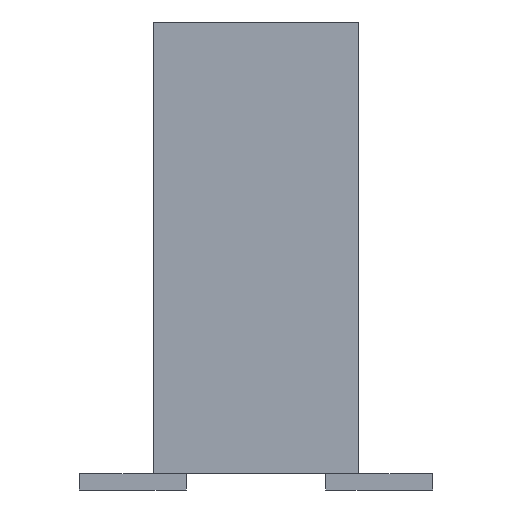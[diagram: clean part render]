
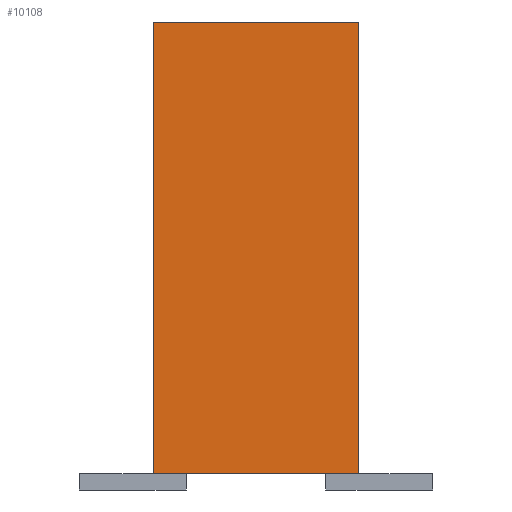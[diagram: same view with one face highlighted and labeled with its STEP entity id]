
A CAD part, left-side view. The second image highlights one B-rep face of the part: STEP entity #10108.
In plain terms, the highlighted planar face has unit normal (-1, 0, 0).
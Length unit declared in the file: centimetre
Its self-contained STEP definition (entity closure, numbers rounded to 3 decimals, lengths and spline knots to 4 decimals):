
#619=CARTESIAN_POINT('',(-1.544,0.125,0.57));
#620=VERTEX_POINT('',#619);
#629=CARTESIAN_POINT('',(-1.544,-0.125,0.57));
#630=VERTEX_POINT('',#629);
#631=CARTESIAN_POINT('',(-1.544,-12344.875,0.57));
#632=DIRECTION('',(0.,1.,0.));
#633=VECTOR('',#632,24690.);
#634=LINE('',#631,#633);
#635=EDGE_CURVE('',#630,#620,#634,.T.);
#6376=CARTESIAN_POINT('',(-1.544,-0.125,0.02));
#6377=VERTEX_POINT('',#6376);
#6384=CARTESIAN_POINT('',(-1.544,0.125,0.02));
#6385=VERTEX_POINT('',#6384);
#6386=CARTESIAN_POINT('',(-1.544,12344.9375,0.02));
#6387=DIRECTION('',(0.,-1.,0.));
#6388=VECTOR('',#6387,24690.);
#6389=LINE('',#6386,#6388);
#6390=EDGE_CURVE('',#6385,#6377,#6389,.T.);
#10087=CARTESIAN_POINT('',(-1.544,-0.,0.));
#10088=DIRECTION('',(-1.,0.,0.));
#10089=DIRECTION('',(0.,-1.,0.));
#10090=AXIS2_PLACEMENT_3D('',#10087,#10088,#10089);
#10091=PLANE('',#10090);
#10092=ORIENTED_EDGE('',*,*,#6390,.T.);
#10093=CARTESIAN_POINT('',(-1.544,-0.125,-12345.));
#10094=DIRECTION('',(0.,0.,1.));
#10095=VECTOR('',#10094,24690.);
#10096=LINE('',#10093,#10095);
#10097=EDGE_CURVE('',#6377,#630,#10096,.T.);
#10098=ORIENTED_EDGE('',*,*,#10097,.T.);
#10099=ORIENTED_EDGE('',*,*,#635,.T.);
#10100=CARTESIAN_POINT('',(-1.544,0.125,-12345.));
#10101=DIRECTION('',(0.,0.,1.));
#10102=VECTOR('',#10101,24690.);
#10103=LINE('',#10100,#10102);
#10104=EDGE_CURVE('',#6385,#620,#10103,.T.);
#10105=ORIENTED_EDGE('',*,*,#10104,.F.);
#10106=EDGE_LOOP('',(#10092,#10098,#10099,#10105));
#10107=FACE_BOUND('',#10106,.T.);
#10108=ADVANCED_FACE('',(#10107),#10091,.T.);
